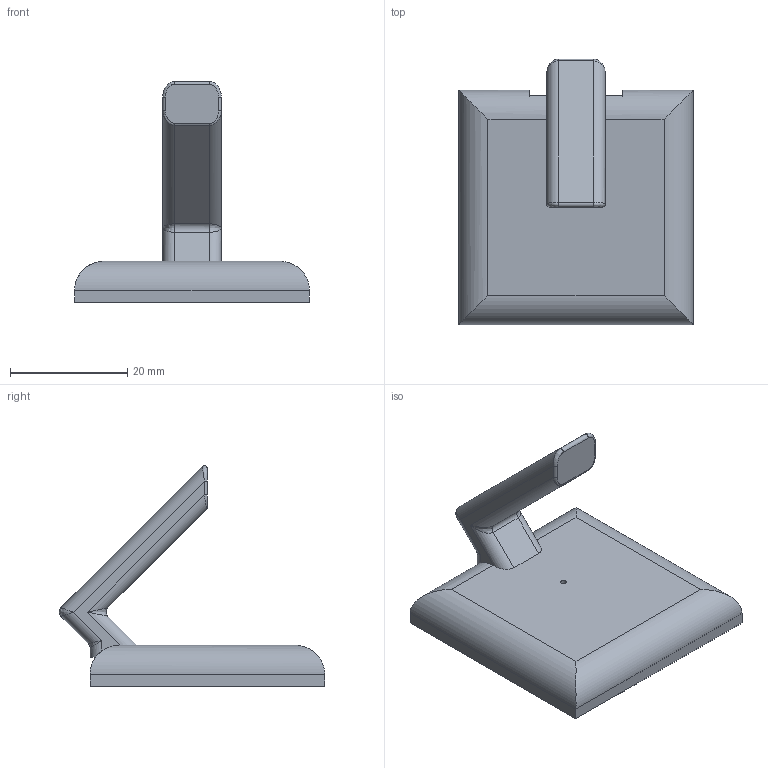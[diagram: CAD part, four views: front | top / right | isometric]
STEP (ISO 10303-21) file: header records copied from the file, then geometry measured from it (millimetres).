
FILE_DESCRIPTION(('FreeCAD Model'),'2;1');
FILE_NAME('Open CASCADE Shape Model','2021-05-06T15:35:39',('Author'),( ''),'Open CASCADE STEP processor 7.5','FreeCAD','Unknown');
FILE_SCHEMA(('AUTOMOTIVE_DESIGN { 1 0 10303 214 1 1 1 1 }'));
Length unit declared in the file: millimetre
Products named in the file (1): Body
Bounding box: 40 x 45.24 x 37.61 mm (x, y, z)
Volume: 8117.3 mm3; surface area: 5730.9 mm2
Topology: 1 solids, 1 shells, 66 faces, 153 edges, 88 vertices
Faces by surface type: plane 28, cylinder 28, bspline 10
Full cylindrical faces by diameter (mm): 1 x1, 1.8 x2, 3 x2, 4 x1
Entity records: 5105 total; most frequent: CARTESIAN_POINT 2236, DIRECTION 500, LINE 313, VECTOR 313, ORIENTED_EDGE 294, PCURVE 294, DEFINITIONAL_REPRESENTATION 294, EDGE_CURVE 147
